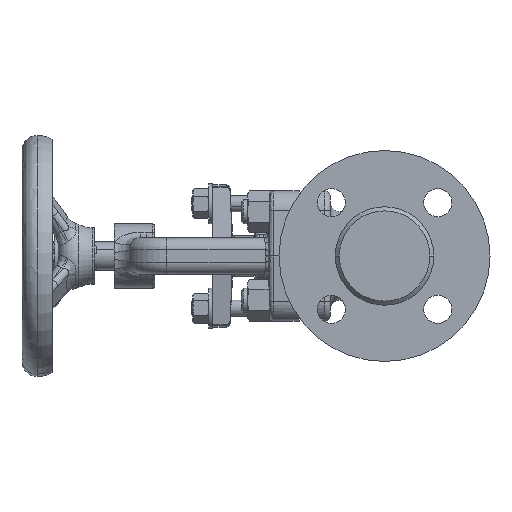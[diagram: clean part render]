
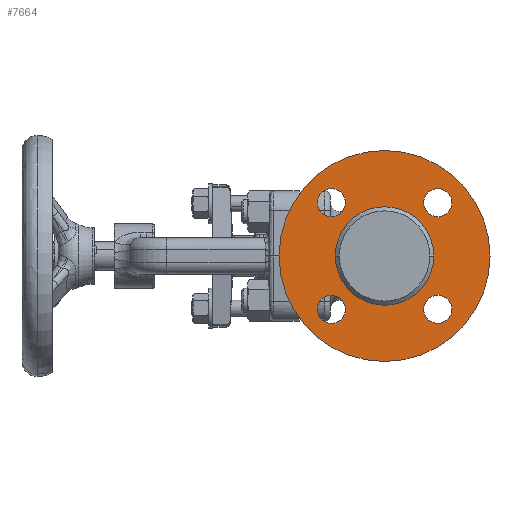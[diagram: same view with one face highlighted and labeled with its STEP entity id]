
A CAD part, left-side view. The second image highlights one B-rep face of the part: STEP entity #7664.
In plain terms, the highlighted planar face has unit normal (-1, 0, 0).
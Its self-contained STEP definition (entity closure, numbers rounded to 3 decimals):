
#212 = EDGE_CURVE ( 'NONE', #32364, #18421, #8796, .T. ) ;
#959 = CARTESIAN_POINT ( 'NONE',  ( -103., 26.517, -26.517 ) ) ;
#1099 = DIRECTION ( 'NONE',  ( 1., 0., 0. ) ) ;
#1418 = AXIS2_PLACEMENT_3D ( 'NONE', #28551, #28498, #28464 ) ;
#2021 = VERTEX_POINT ( 'NONE', #36126 ) ;
#2402 = VERTEX_POINT ( 'NONE', #8453 ) ;
#3342 = CIRCLE ( 'NONE', #25822, 52.5 ) ;
#3583 = AXIS2_PLACEMENT_3D ( 'NONE', #29369, #11299, #32395 ) ;
#3954 = DIRECTION ( 'NONE',  ( 0., -1., 0. ) ) ;
#4120 = CARTESIAN_POINT ( 'NONE',  ( -103., -33.517, -26.517 ) ) ;
#4448 = EDGE_LOOP ( 'NONE', ( #7851, #7705 ) ) ;
#4810 = EDGE_CURVE ( 'NONE', #33090, #23429, #31851, .T. ) ;
#5295 = CARTESIAN_POINT ( 'NONE',  ( -103., 24.5, 0. ) ) ;
#5467 = DIRECTION ( 'NONE',  ( 1., 0., 0. ) ) ;
#6106 = FACE_BOUND ( 'NONE', #37843, .T. ) ;
#6108 = ORIENTED_EDGE ( 'NONE', *, *, #9917, .F. ) ;
#6302 = CIRCLE ( 'NONE', #26179, 52.5 ) ;
#6984 = EDGE_CURVE ( 'NONE', #18421, #32364, #25014, .T. ) ;
#7664 = ADVANCED_FACE ( 'NONE', ( #22041, #14930, #38072, #13990, #6106, #37135 ), #12588, .T. ) ;
#7705 = ORIENTED_EDGE ( 'NONE', *, *, #6984, .F. ) ;
#7851 = ORIENTED_EDGE ( 'NONE', *, *, #212, .F. ) ;
#8137 = CARTESIAN_POINT ( 'NONE',  ( -103., -26.517, 26.517 ) ) ;
#8247 = AXIS2_PLACEMENT_3D ( 'NONE', #9653, #30737, #12586 ) ;
#8453 = CARTESIAN_POINT ( 'NONE',  ( -103., 33.517, -26.517 ) ) ;
#8497 = ORIENTED_EDGE ( 'NONE', *, *, #22854, .F. ) ;
#8746 = DIRECTION ( 'NONE',  ( 1., 0., 0. ) ) ;
#8796 = CIRCLE ( 'NONE', #32302, 7. ) ;
#9194 = CIRCLE ( 'NONE', #27326, 7. ) ;
#9283 = VERTEX_POINT ( 'NONE', #4120 ) ;
#9609 = ORIENTED_EDGE ( 'NONE', *, *, #29077, .F. ) ;
#9653 = CARTESIAN_POINT ( 'NONE',  ( -103., -26.517, -26.517 ) ) ;
#9917 = EDGE_CURVE ( 'NONE', #22043, #14191, #20953, .T. ) ;
#11140 = DIRECTION ( 'NONE',  ( 0., -1., 0. ) ) ;
#11299 = DIRECTION ( 'NONE',  ( -1., 0., 0. ) ) ;
#12219 = DIRECTION ( 'NONE',  ( 0., -1., 0. ) ) ;
#12261 = CARTESIAN_POINT ( 'NONE',  ( -103., 52.5, 0. ) ) ;
#12312 = DIRECTION ( 'NONE',  ( -1., 0., 0. ) ) ;
#12426 = CARTESIAN_POINT ( 'NONE',  ( -103., 24.5, 0. ) ) ;
#12435 = CARTESIAN_POINT ( 'NONE',  ( -103., 0., 0. ) ) ;
#12586 = DIRECTION ( 'NONE',  ( 0., -1., 0. ) ) ;
#12588 = PLANE ( 'NONE',  #35453 ) ;
#13990 = FACE_BOUND ( 'NONE', #4448, .T. ) ;
#14191 = VERTEX_POINT ( 'NONE', #26078 ) ;
#14308 = VERTEX_POINT ( 'NONE', #22936 ) ;
#14322 = CIRCLE ( 'NONE', #23467, 24.5 ) ;
#14334 = EDGE_CURVE ( 'NONE', #23429, #33090, #14322, .T. ) ;
#14841 = ORIENTED_EDGE ( 'NONE', *, *, #24324, .F. ) ;
#14930 = FACE_BOUND ( 'NONE', #31273, .T. ) ;
#16453 = CARTESIAN_POINT ( 'NONE',  ( -103., 26.517, 26.517 ) ) ;
#16599 = DIRECTION ( 'NONE',  ( 0., -1., 0. ) ) ;
#16683 = DIRECTION ( 'NONE',  ( -1., 0., 0. ) ) ;
#16724 = CARTESIAN_POINT ( 'NONE',  ( -103., -26.517, 26.517 ) ) ;
#17347 = CIRCLE ( 'NONE', #3583, 7. ) ;
#17616 = DIRECTION ( 'NONE',  ( -1., 0., 0. ) ) ;
#17986 = ORIENTED_EDGE ( 'NONE', *, *, #4810, .T. ) ;
#18421 = VERTEX_POINT ( 'NONE', #25665 ) ;
#18876 = DIRECTION ( 'NONE',  ( 0., 1., 0. ) ) ;
#18884 = DIRECTION ( 'NONE',  ( 1., 0., 0. ) ) ;
#18920 = CARTESIAN_POINT ( 'NONE',  ( -103., 0., 0. ) ) ;
#18949 = CARTESIAN_POINT ( 'NONE',  ( -103., 0., 0. ) ) ;
#20166 = VERTEX_POINT ( 'NONE', #12261 ) ;
#20323 = AXIS2_PLACEMENT_3D ( 'NONE', #16724, #16683, #16599 ) ;
#20650 = CARTESIAN_POINT ( 'NONE',  ( -103., -52.5, 0. ) ) ;
#20953 = CIRCLE ( 'NONE', #20323, 7. ) ;
#21869 = DIRECTION ( 'NONE',  ( -1., 0., 0. ) ) ;
#22022 = DIRECTION ( 'NONE',  ( 0., 1., 0. ) ) ;
#22041 = FACE_BOUND ( 'NONE', #31139, .T. ) ;
#22043 = VERTEX_POINT ( 'NONE', #32290 ) ;
#22561 = EDGE_CURVE ( 'NONE', #14191, #22043, #38130, .T. ) ;
#22854 = EDGE_CURVE ( 'NONE', #20166, #36561, #3342, .T. ) ;
#22936 = CARTESIAN_POINT ( 'NONE',  ( -103., 19.517, -26.517 ) ) ;
#23429 = VERTEX_POINT ( 'NONE', #35798 ) ;
#23467 = AXIS2_PLACEMENT_3D ( 'NONE', #18920, #18884, #18876 ) ;
#24272 = CIRCLE ( 'NONE', #37141, 7. ) ;
#24324 = EDGE_CURVE ( 'NONE', #2021, #9283, #36469, .T. ) ;
#24678 = CARTESIAN_POINT ( 'NONE',  ( -103., 19.517, 26.517 ) ) ;
#24841 = EDGE_CURVE ( 'NONE', #36561, #20166, #6302, .T. ) ;
#25014 = CIRCLE ( 'NONE', #1418, 7. ) ;
#25301 = AXIS2_PLACEMENT_3D ( 'NONE', #8137, #29211, #11140 ) ;
#25665 = CARTESIAN_POINT ( 'NONE',  ( -103., 33.517, 26.517 ) ) ;
#25822 = AXIS2_PLACEMENT_3D ( 'NONE', #26785, #8746, #29837 ) ;
#25844 = EDGE_CURVE ( 'NONE', #9283, #2021, #17347, .T. ) ;
#25996 = AXIS2_PLACEMENT_3D ( 'NONE', #12435, #5467, #27686 ) ;
#26078 = CARTESIAN_POINT ( 'NONE',  ( -103., -19.517, 26.517 ) ) ;
#26179 = AXIS2_PLACEMENT_3D ( 'NONE', #18949, #1099, #22022 ) ;
#26357 = ORIENTED_EDGE ( 'NONE', *, *, #24841, .F. ) ;
#26785 = CARTESIAN_POINT ( 'NONE',  ( -103., 0., 0. ) ) ;
#27326 = AXIS2_PLACEMENT_3D ( 'NONE', #959, #21869, #3954 ) ;
#27529 = ORIENTED_EDGE ( 'NONE', *, *, #22561, .F. ) ;
#27686 = DIRECTION ( 'NONE',  ( 0., 1., 0. ) ) ;
#28464 = DIRECTION ( 'NONE',  ( 0., -1., 0. ) ) ;
#28498 = DIRECTION ( 'NONE',  ( -1., 0., 0. ) ) ;
#28551 = CARTESIAN_POINT ( 'NONE',  ( -103., 26.517, 26.517 ) ) ;
#28785 = ORIENTED_EDGE ( 'NONE', *, *, #14334, .T. ) ;
#29077 = EDGE_CURVE ( 'NONE', #14308, #2402, #24272, .T. ) ;
#29211 = DIRECTION ( 'NONE',  ( -1., 0., 0. ) ) ;
#29369 = CARTESIAN_POINT ( 'NONE',  ( -103., -26.517, -26.517 ) ) ;
#29408 = DIRECTION ( 'NONE',  ( 0., -1., 0. ) ) ;
#29837 = DIRECTION ( 'NONE',  ( 0., 1., 0. ) ) ;
#30611 = DIRECTION ( 'NONE',  ( -1., 0., 0. ) ) ;
#30737 = DIRECTION ( 'NONE',  ( -1., 0., 0. ) ) ;
#31139 = EDGE_LOOP ( 'NONE', ( #9609, #36363 ) ) ;
#31273 = EDGE_LOOP ( 'NONE', ( #31902, #14841 ) ) ;
#31590 = EDGE_LOOP ( 'NONE', ( #8497, #26357 ) ) ;
#31851 = CIRCLE ( 'NONE', #25996, 24.5 ) ;
#31902 = ORIENTED_EDGE ( 'NONE', *, *, #25844, .F. ) ;
#32290 = CARTESIAN_POINT ( 'NONE',  ( -103., -33.517, 26.517 ) ) ;
#32302 = AXIS2_PLACEMENT_3D ( 'NONE', #16453, #30611, #29408 ) ;
#32364 = VERTEX_POINT ( 'NONE', #24678 ) ;
#32395 = DIRECTION ( 'NONE',  ( 0., -1., 0. ) ) ;
#32803 = EDGE_LOOP ( 'NONE', ( #6108, #27529 ) ) ;
#33090 = VERTEX_POINT ( 'NONE', #5295 ) ;
#35453 = AXIS2_PLACEMENT_3D ( 'NONE', #12426, #12312, #12219 ) ;
#35755 = CARTESIAN_POINT ( 'NONE',  ( -103., 26.517, -26.517 ) ) ;
#35798 = CARTESIAN_POINT ( 'NONE',  ( -103., -24.5, 0. ) ) ;
#36126 = CARTESIAN_POINT ( 'NONE',  ( -103., -19.517, -26.517 ) ) ;
#36363 = ORIENTED_EDGE ( 'NONE', *, *, #36365, .F. ) ;
#36365 = EDGE_CURVE ( 'NONE', #2402, #14308, #9194, .T. ) ;
#36469 = CIRCLE ( 'NONE', #8247, 7. ) ;
#36561 = VERTEX_POINT ( 'NONE', #20650 ) ;
#37135 = FACE_OUTER_BOUND ( 'NONE', #31590, .T. ) ;
#37141 = AXIS2_PLACEMENT_3D ( 'NONE', #35755, #17616, #38722 ) ;
#37843 = EDGE_LOOP ( 'NONE', ( #17986, #28785 ) ) ;
#38072 = FACE_BOUND ( 'NONE', #32803, .T. ) ;
#38130 = CIRCLE ( 'NONE', #25301, 7. ) ;
#38722 = DIRECTION ( 'NONE',  ( 0., -1., 0. ) ) ;
